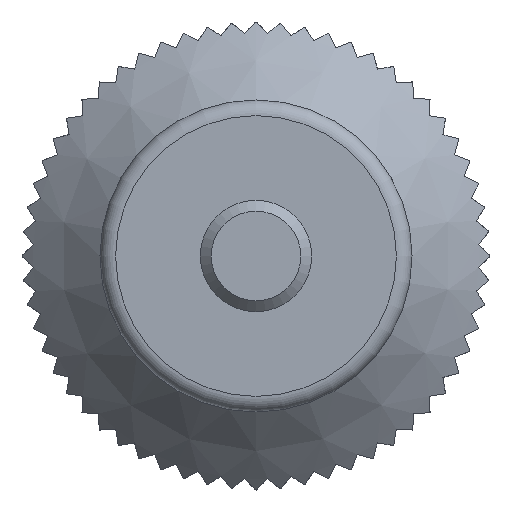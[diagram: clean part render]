
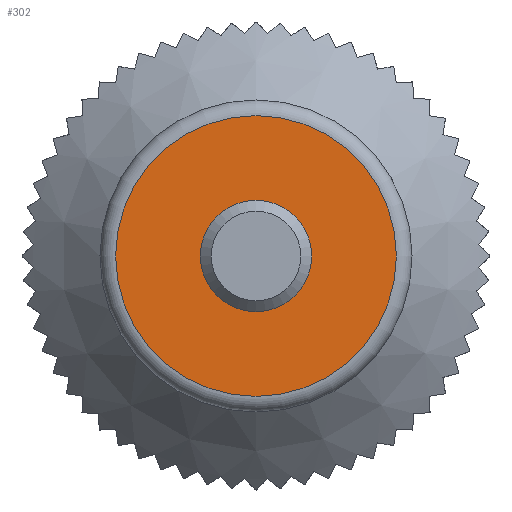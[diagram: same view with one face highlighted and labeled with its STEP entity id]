
A CAD part, front view. The second image highlights one B-rep face of the part: STEP entity #302.
In plain terms, the highlighted planar face has unit normal (0, -1, 0).
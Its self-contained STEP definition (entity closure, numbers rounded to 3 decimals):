
#302 = ADVANCED_FACE( '', ( #764, #765 ), #766, .F. );
#764 = FACE_BOUND( '', #1385, .T. );
#765 = FACE_OUTER_BOUND( '', #1386, .T. );
#766 = PLANE( '', #1387 );
#1385 = EDGE_LOOP( '', ( #2539 ) );
#1386 = EDGE_LOOP( '', ( #2540 ) );
#1387 = AXIS2_PLACEMENT_3D( '', #2541, #2542, #2543 );
#2539 = ORIENTED_EDGE( '', *, *, #4323, .F. );
#2540 = ORIENTED_EDGE( '', *, *, #4324, .T. );
#2541 = CARTESIAN_POINT( '', ( 6.3, 0., 0. ) );
#2542 = DIRECTION( '', ( 0., 1., 0. ) );
#2543 = DIRECTION( '', ( 0., 0., 1. ) );
#4323 = EDGE_CURVE( '', #5476, #5476, #5477, .F. );
#4324 = EDGE_CURVE( '', #5478, #5478, #5479, .T. );
#5476 = VERTEX_POINT( '', #7794 );
#5477 = CIRCLE( '', #7795, 2.5 );
#5478 = VERTEX_POINT( '', #7796 );
#5479 = CIRCLE( '', #7797, 6.3 );
#7794 = CARTESIAN_POINT( '', ( 0., 0., 2.5 ) );
#7795 = AXIS2_PLACEMENT_3D( '', #8841, #8842, #8843 );
#7796 = CARTESIAN_POINT( '', ( 0., 0., -6.3 ) );
#7797 = AXIS2_PLACEMENT_3D( '', #8844, #8845, #8846 );
#8841 = CARTESIAN_POINT( '', ( 0., 0., 0. ) );
#8842 = DIRECTION( '', ( 0., 1., 0. ) );
#8843 = DIRECTION( '', ( 0., 0., 1. ) );
#8844 = CARTESIAN_POINT( '', ( 0., 0., 0. ) );
#8845 = DIRECTION( '', ( 0., -1., 0. ) );
#8846 = DIRECTION( '', ( 0., 0., -1. ) );
